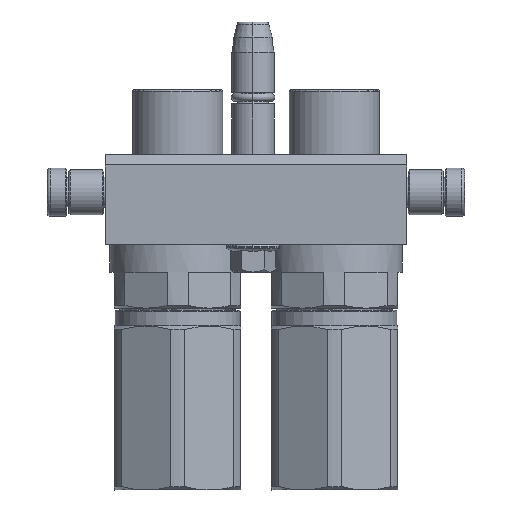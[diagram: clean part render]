
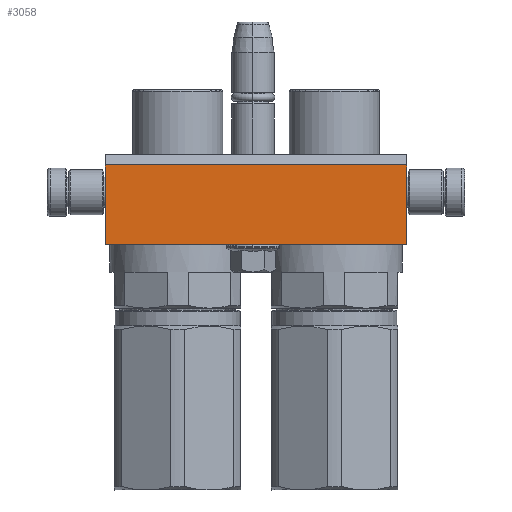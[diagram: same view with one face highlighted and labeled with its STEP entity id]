
A CAD part, left-side view. The second image highlights one B-rep face of the part: STEP entity #3058.
In plain terms, the highlighted face is planar.
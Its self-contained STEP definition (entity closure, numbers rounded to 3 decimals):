
#2446 = EDGE_CURVE ( 'NONE', #25458, #33556, #26348, .T. ) ;
#3058 = ADVANCED_FACE ( 'NONE', ( #34648 ), #28743, .T. ) ;
#8054 = CARTESIAN_POINT ( 'NONE',  ( -50., -15., 56. ) ) ;
#8121 = VERTEX_POINT ( 'NONE', #11311 ) ;
#8244 = VECTOR ( 'NONE', #27227, 1000. ) ;
#9226 = EDGE_CURVE ( 'NONE', #18212, #8121, #26414, .T. ) ;
#9676 = CARTESIAN_POINT ( 'NONE',  ( -50., -15., 56. ) ) ;
#11016 = CARTESIAN_POINT ( 'NONE',  ( 50., -15., 56. ) ) ;
#11074 = VECTOR ( 'NONE', #32576, 1000. ) ;
#11311 = CARTESIAN_POINT ( 'NONE',  ( 50., 11.536, 56. ) ) ;
#11869 = ORIENTED_EDGE ( 'NONE', *, *, #18803, .T. ) ;
#12996 = CARTESIAN_POINT ( 'NONE',  ( -50., -15., 56. ) ) ;
#13974 = ORIENTED_EDGE ( 'NONE', *, *, #9226, .T. ) ;
#14008 = VECTOR ( 'NONE', #15357, 1000. ) ;
#14898 = EDGE_LOOP ( 'NONE', ( #32381, #11869, #13974, #39973 ) ) ;
#15357 = DIRECTION ( 'NONE',  ( 0., 1., 0. ) ) ;
#16216 = LINE ( 'NONE', #26137, #35340 ) ;
#17484 = CARTESIAN_POINT ( 'NONE',  ( 50., -15., 56. ) ) ;
#18212 = VERTEX_POINT ( 'NONE', #17484 ) ;
#18228 = CARTESIAN_POINT ( 'NONE',  ( -50., 11.536, 56. ) ) ;
#18803 = EDGE_CURVE ( 'NONE', #25458, #18212, #28763, .T. ) ;
#21572 = CARTESIAN_POINT ( 'NONE',  ( -50., -15., 56. ) ) ;
#25017 = EDGE_CURVE ( 'NONE', #33556, #8121, #16216, .T. ) ;
#25458 = VERTEX_POINT ( 'NONE', #12996 ) ;
#26137 = CARTESIAN_POINT ( 'NONE',  ( -50., 11.536, 56. ) ) ;
#26348 = LINE ( 'NONE', #21572, #14008 ) ;
#26414 = LINE ( 'NONE', #11016, #8244 ) ;
#27227 = DIRECTION ( 'NONE',  ( 0., 1., 0. ) ) ;
#28743 = PLANE ( 'NONE',  #32088 ) ;
#28763 = LINE ( 'NONE', #8054, #11074 ) ;
#28875 = DIRECTION ( 'NONE',  ( 0., 0., 1. ) ) ;
#32088 = AXIS2_PLACEMENT_3D ( 'NONE', #9676, #28875, #35038 ) ;
#32381 = ORIENTED_EDGE ( 'NONE', *, *, #2446, .F. ) ;
#32576 = DIRECTION ( 'NONE',  ( 1., 0., 0. ) ) ;
#33556 = VERTEX_POINT ( 'NONE', #18228 ) ;
#34648 = FACE_OUTER_BOUND ( 'NONE', #14898, .T. ) ;
#35038 = DIRECTION ( 'NONE',  ( 1., 0., 0. ) ) ;
#35340 = VECTOR ( 'NONE', #35548, 1000. ) ;
#35548 = DIRECTION ( 'NONE',  ( 1., 0., 0. ) ) ;
#39973 = ORIENTED_EDGE ( 'NONE', *, *, #25017, .F. ) ;
